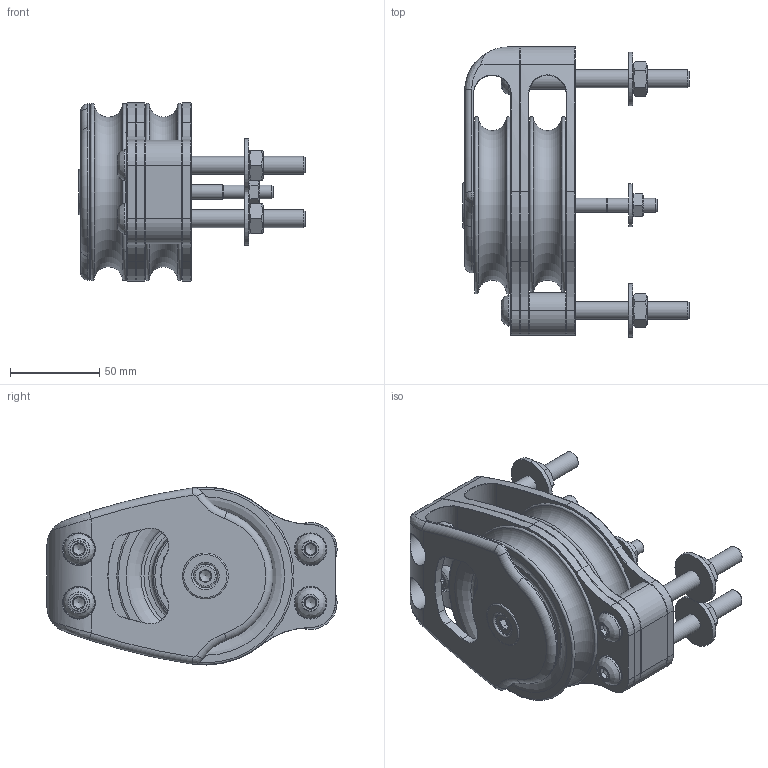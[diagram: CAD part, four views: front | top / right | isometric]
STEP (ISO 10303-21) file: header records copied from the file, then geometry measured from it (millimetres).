
FILE_DESCRIPTION(/* description */ (''),/* implementation_level */ '2;1');
FILE_NAME(/* name */ '01012.stp',/* time_stamp */ '2023-02-20T15:41:46+01:00',/* author */ ('gianni'),/* organization */ (''),/* preprocessor_version */ 'ST-DEVELOPER v19.2',/* originating_system */ 'Autodesk Inventor 2023',/* authorisation */ '');
FILE_SCHEMA (('AUTOMOTIVE_DESIGN { 1 0 10303 214 3 1 1 }'));
Length unit declared in the file: millimetre
Products named in the file (1): 23022000
Bounding box: 127 x 163 x 99.99 mm (x, y, z)
Volume: 524770.6 mm3; surface area: 148582.4 mm2
Topology: 3 solids, 6 shells, 635 faces, 1261 edges, 801 vertices
Faces by surface type: torus 183, plane 155, cylinder 124, sphere 124, cone 33, bspline 16
Full cylindrical faces by diameter (mm): 7.8 x2, 7.9 x1, 10 x8, 12 x4, 12.2 x4, 13.5 x1, 18.2 x4, 24 x1, 24.9 x5, 25 x4, 25.8 x1, 26 x1, 30 x2, 35 x4
Entity records: 17719 total; most frequent: CARTESIAN_POINT 4058, DIRECTION 3215, ORIENTED_EDGE 2512, AXIS2_PLACEMENT_3D 1474, EDGE_CURVE 1256, CIRCLE 854, EDGE_LOOP 833, VERTEX_POINT 801
